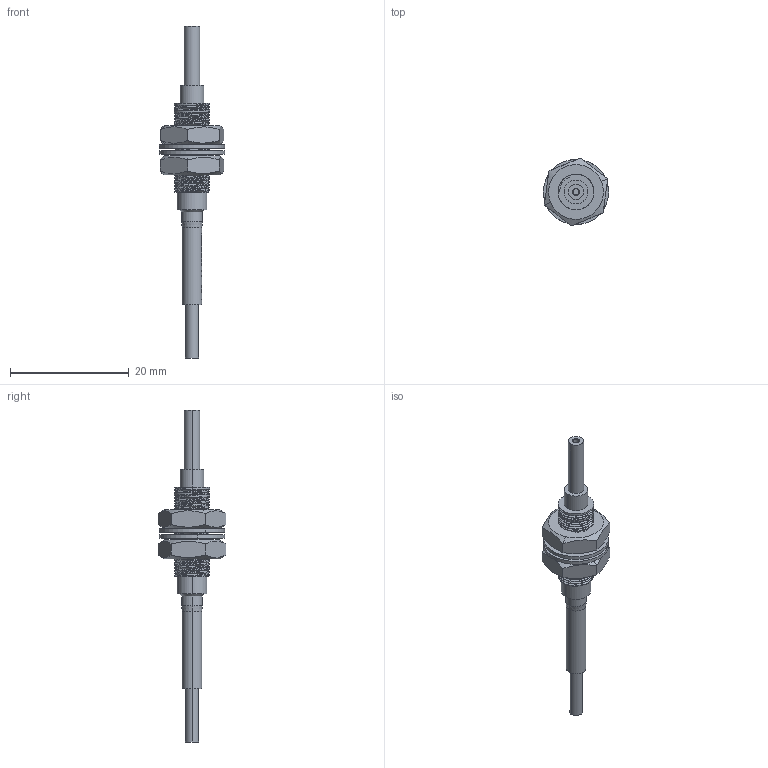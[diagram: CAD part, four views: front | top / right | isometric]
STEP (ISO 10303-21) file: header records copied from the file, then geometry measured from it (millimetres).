
FILE_DESCRIPTION (( 'STEP AP203' ), '1' );
FILE_NAME ('PT-62-I.STEP', '2018-08-02T07:15:57', ( 'XiaZaiMa.COM' ), ( 'Win10NeT.COM' ), 'SwSTEP 2.0', 'SolidWorks 2016', '' );
FILE_SCHEMA (( 'CONFIG_CONTROL_DESIGN' ));
Length unit declared in the file: millimetre
Products named in the file (5): hex thin nuts-grades ab-chamfered gb_GB_FASTENER_NUT_STNAB M6-N; PT-62-I; PT-62-I-S-M-L; 3.0热缩管; lock washers internal teeth gb_GB_LOCK_WASHERS_TYPE1 6
Assembly tree (6 placements, depth 2):
  PT-62-I
    PT-62-I-S-M-L
    lock washers internal teeth gb_GB_LOCK_WASHERS_TYPE1 6  x2
    hex thin nuts-grades ab-chamfered gb_GB_FASTENER_NUT_STNAB M6-N  x2
    3.0热缩管
Bounding box: 11 x 11.45 x 56 mm (x, y, z)
Volume: 1136.7 mm3; surface area: 1993.1 mm2
Topology: 6 solids, 6 shells, 538 faces, 1528 edges, 1011 vertices
Faces by surface type: plane 245, cylinder 140, bspline 133, cone 20
Full cylindrical faces by diameter (mm): 6 x3
Entity records: 28989 total; most frequent: CARTESIAN_POINT 17437, ORIENTED_EDGE 2754, DIRECTION 1660, EDGE_CURVE 1377, VERTEX_POINT 914, VECTOR 642, LINE 642, AXIS2_PLACEMENT_3D 509
